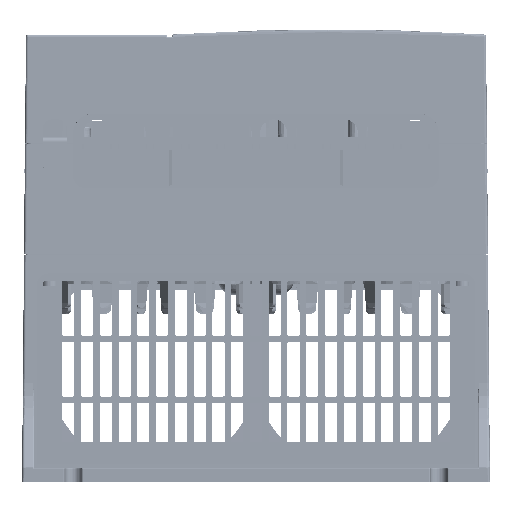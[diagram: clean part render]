
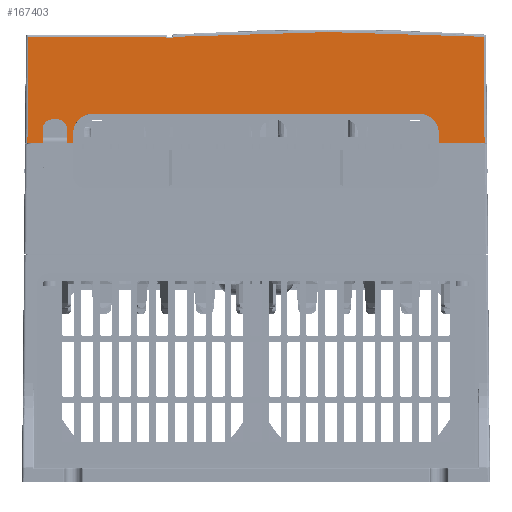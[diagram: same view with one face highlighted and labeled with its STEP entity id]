
A CAD part, left-side view. The second image highlights one B-rep face of the part: STEP entity #167403.
In plain terms, the highlighted planar face has unit normal (-1, 0, 0.009).
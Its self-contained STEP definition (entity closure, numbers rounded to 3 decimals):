
#159373=CARTESIAN_POINT('',(-308.796,-93.767,139.));
#159379=DIRECTION('',(0.,-1.,0.));
#159380=VECTOR('',#159379,18.767);
#159381=CARTESIAN_POINT('',(-308.796,-75.,139.));
#159382=LINE('',#159381,#159380);
#159391=CARTESIAN_POINT('',(-308.796,93.767,139.));
#159397=DIRECTION('',(0.,-1.,0.));
#159398=VECTOR('',#159397,6.267);
#159399=CARTESIAN_POINT('',(-308.796,93.767,139.));
#159400=LINE('',#159399,#159398);
#159405=DIRECTION('',(0.,-1.,0.));
#159406=VECTOR('',#159405,2.5);
#159407=CARTESIAN_POINT('',(-308.796,77.5,139.));
#159408=LINE('',#159407,#159406);
#159409=DIRECTION('',(0.009,0.,1.));
#159410=VECTOR('',#159409,5.7);
#159411=CARTESIAN_POINT('',(-308.796,87.5,139.));
#159412=LINE('',#159411,#159410);
#159413=DIRECTION('',(-0.009,0.009,-1.));
#159414=VECTOR('',#159413,43.512);
#159415=CARTESIAN_POINT('',(-308.416,93.387,
182.509));
#159416=LINE('',#159415,#159414);
#159417=DIRECTION('',(0.,-1.,0.));
#159418=VECTOR('',#159417,56.5);
#159419=CARTESIAN_POINT('',(-308.416,93.387,
182.509));
#159420=LINE('',#159419,#159418);
#159421=DIRECTION('',(0.009,0.,1.));
#159422=VECTOR('',#159421,0.504);
#159423=CARTESIAN_POINT('',(-308.42,36.887,
182.004));
#159424=LINE('',#159423,#159422);
#159425=DIRECTION('',(0.,1.,0.));
#159426=VECTOR('',#159425,3.);
#159427=CARTESIAN_POINT('',(-308.42,33.887,
182.004));
#159428=LINE('',#159427,#159426);
#159429=DIRECTION('',(-0.009,0.,
-1.));
#159430=VECTOR('',#159429,0.548);
#159431=CARTESIAN_POINT('',(-308.416,33.887,
182.553));
#159432=LINE('',#159431,#159430);
#159433=CARTESIAN_POINT('',(-308.416,33.887,
182.553));
#159434=CARTESIAN_POINT('',(-308.411,25.893,
183.042));
#159435=CARTESIAN_POINT('',(-308.404,9.225,
183.885));
#159436=CARTESIAN_POINT('',(-308.398,-18.927,
184.582));
#159437=CARTESIAN_POINT('',(-308.399,-46.937,
184.484));
#159438=CARTESIAN_POINT('',(-308.405,-71.668,
183.763));
#159439=CARTESIAN_POINT('',(-308.412,-86.456,
183.005));
#159440=CARTESIAN_POINT('',(-308.415,-93.386,
182.583));
#159442=DIRECTION('',(-0.009,-0.009,
-1.));
#159443=VECTOR('',#159442,43.587);
#159444=CARTESIAN_POINT('',(-308.415,-93.386,
182.583));
#159445=LINE('',#159444,#159443);
#159446=DIRECTION('',(0.009,0.,1.));
#159447=VECTOR('',#159446,4.);
#159448=CARTESIAN_POINT('',(-308.796,-75.,139.));
#159449=LINE('',#159448,#159447);
#159450=DIRECTION('',(0.,-1.,0.));
#159451=VECTOR('',#159450,134.);
#159452=CARTESIAN_POINT('',(-308.691,67.,151.));
#159453=LINE('',#159452,#159451);
#159454=DIRECTION('',(0.009,0.,1.));
#159455=VECTOR('',#159454,4.);
#159456=CARTESIAN_POINT('',(-308.796,75.,139.));
#159457=LINE('',#159456,#159455);
#159458=DIRECTION('',(0.009,0.,1.));
#159459=VECTOR('',#159458,5.7);
#159460=CARTESIAN_POINT('',(-308.796,77.5,139.));
#159461=LINE('',#159460,#159459);
#159462=CARTESIAN_POINT('',(-308.711,81.5,148.7));
#159463=CARTESIAN_POINT('',(-308.711,80.833,148.7));
#159464=CARTESIAN_POINT('',(-308.714,79.789,
148.411));
#159465=CARTESIAN_POINT('',(-308.721,78.613,
147.587));
#159466=CARTESIAN_POINT('',(-308.731,77.789,
146.411));
#159467=CARTESIAN_POINT('',(-308.74,77.5,145.367));
#159468=CARTESIAN_POINT('',(-308.746,77.5,144.7));
#159470=DIRECTION('',(0.,-1.,0.));
#159471=VECTOR('',#159470,2.);
#159472=CARTESIAN_POINT('',(-308.711,83.5,148.7));
#159473=LINE('',#159472,#159471);
#159474=CARTESIAN_POINT('',(-308.746,87.5,144.7));
#159475=CARTESIAN_POINT('',(-308.74,87.5,145.367));
#159476=CARTESIAN_POINT('',(-308.731,87.211,
146.411));
#159477=CARTESIAN_POINT('',(-308.721,86.387,
147.587));
#159478=CARTESIAN_POINT('',(-308.714,85.211,
148.411));
#159479=CARTESIAN_POINT('',(-308.711,84.167,148.7));
#159480=CARTESIAN_POINT('',(-308.711,83.5,148.7));
#163561=CARTESIAN_POINT('',(-308.761,75.,143.));
#163562=CARTESIAN_POINT('',(-308.749,75.,144.333));
#163563=CARTESIAN_POINT('',(-308.731,74.421,
146.421));
#163564=CARTESIAN_POINT('',(-308.71,72.775,
148.775));
#163565=CARTESIAN_POINT('',(-308.696,70.421,
150.421));
#163566=CARTESIAN_POINT('',(-308.691,68.333,151.));
#163567=CARTESIAN_POINT('',(-308.691,67.,151.));
#163577=CARTESIAN_POINT('',(-308.691,-67.,151.));
#163578=CARTESIAN_POINT('',(-308.691,-68.333,151.));
#163579=CARTESIAN_POINT('',(-308.696,-70.421,
150.421));
#163580=CARTESIAN_POINT('',(-308.71,-72.775,
148.775));
#163581=CARTESIAN_POINT('',(-308.731,-74.421,
146.421));
#163582=CARTESIAN_POINT('',(-308.749,-75.,144.333));
#163583=CARTESIAN_POINT('',(-308.761,-75.,143.));
#166721=CARTESIAN_POINT('',(-308.761,-75.,143.));
#166722=VERTEX_POINT('',#166721);
#166723=CARTESIAN_POINT('',(-308.691,-67.,151.));
#166724=VERTEX_POINT('',#166723);
#166725=CARTESIAN_POINT('',(-308.691,67.,151.));
#166726=VERTEX_POINT('',#166725);
#166727=CARTESIAN_POINT('',(-308.761,75.,143.));
#166728=VERTEX_POINT('',#166727);
#166740=CARTESIAN_POINT('',(-308.796,75.,139.));
#166741=VERTEX_POINT('',#166740);
#166742=CARTESIAN_POINT('',(-308.796,-75.,139.));
#166743=VERTEX_POINT('',#166742);
#166752=CARTESIAN_POINT('',(-308.42,33.887,
182.004));
#166753=CARTESIAN_POINT('',(-308.42,36.887,
182.004));
#166754=VERTEX_POINT('',#166752);
#166755=VERTEX_POINT('',#166753);
#166768=CARTESIAN_POINT('',(-308.416,93.387,
182.509));
#166769=CARTESIAN_POINT('',(-308.416,36.887,
182.509));
#166770=VERTEX_POINT('',#166768);
#166771=VERTEX_POINT('',#166769);
#166774=VERTEX_POINT('',#159391);
#166779=VERTEX_POINT('',#159373);
#166780=CARTESIAN_POINT('',(-308.415,-93.386,
182.583));
#166781=VERTEX_POINT('',#166780);
#166791=VERTEX_POINT('',#159433);
#166819=CARTESIAN_POINT('',(-308.796,87.5,139.));
#166821=VERTEX_POINT('',#166819);
#166823=CARTESIAN_POINT('',(-308.796,77.5,139.));
#166825=VERTEX_POINT('',#166823);
#166827=CARTESIAN_POINT('',(-308.746,87.5,144.7));
#166828=VERTEX_POINT('',#166827);
#166829=VERTEX_POINT('',#159480);
#166830=CARTESIAN_POINT('',(-308.711,81.5,148.7));
#166831=VERTEX_POINT('',#166830);
#166832=VERTEX_POINT('',#159468);
#167361=CARTESIAN_POINT('',(-308.8,98.449,138.5));
#167362=DIRECTION('',(-1.,0.,0.009));
#167363=DIRECTION('',(0.,1.,0.));
#167364=AXIS2_PLACEMENT_3D('',#167361,#167362,#167363);
#167365=PLANE('',#167364);
#167366=ORIENTED_EDGE('',*,*,#167217,.F.);
#167367=ORIENTED_EDGE('',*,*,#167326,.F.);
#167369=ORIENTED_EDGE('',*,*,#167368,.F.);
#167371=ORIENTED_EDGE('',*,*,#167370,.T.);
#167373=ORIENTED_EDGE('',*,*,#167372,.F.);
#167375=ORIENTED_EDGE('',*,*,#167374,.F.);
#167377=ORIENTED_EDGE('',*,*,#167376,.F.);
#167379=ORIENTED_EDGE('',*,*,#167378,.T.);
#167380=ORIENTED_EDGE('',*,*,#167352,.T.);
#167381=ORIENTED_EDGE('',*,*,#167304,.F.);
#167383=ORIENTED_EDGE('',*,*,#167382,.T.);
#167385=ORIENTED_EDGE('',*,*,#167384,.F.);
#167387=ORIENTED_EDGE('',*,*,#167386,.F.);
#167389=ORIENTED_EDGE('',*,*,#167388,.F.);
#167391=ORIENTED_EDGE('',*,*,#167390,.F.);
#167392=ORIENTED_EDGE('',*,*,#167338,.F.);
#167394=ORIENTED_EDGE('',*,*,#167393,.T.);
#167396=ORIENTED_EDGE('',*,*,#167395,.F.);
#167398=ORIENTED_EDGE('',*,*,#167397,.F.);
#167400=ORIENTED_EDGE('',*,*,#167399,.F.);
#167401=EDGE_LOOP('',(#167366,#167367,#167369,#167371,#167373,#167375,#167377,
#167379,#167380,#167381,#167383,#167385,#167387,#167389,#167391,#167392,#167394,
#167396,#167398,#167400));
#167402=FACE_OUTER_BOUND('',#167401,.F.);
#159441=B_SPLINE_CURVE_WITH_KNOTS('',3,(#159433,#159434,#159435,#159436,#159437,
#159438,#159439,#159440),.UNSPECIFIED.,.F.,.F.,(4,1,1,1,1,4),(0.,0.2,0.4,
0.6,0.8,1.),.UNSPECIFIED.);
#159469=B_SPLINE_CURVE_WITH_KNOTS('',3,(#159462,#159463,#159464,#159465,#159466,
#159467,#159468),.UNSPECIFIED.,.F.,.F.,(4,1,1,1,4),(0.,0.25,0.5,0.75,
1.),.UNSPECIFIED.);
#159481=B_SPLINE_CURVE_WITH_KNOTS('',3,(#159474,#159475,#159476,#159477,#159478,
#159479,#159480),.UNSPECIFIED.,.F.,.F.,(4,1,1,1,4),(0.,0.25,0.5,0.75,
1.),.UNSPECIFIED.);
#163568=B_SPLINE_CURVE_WITH_KNOTS('',3,(#163561,#163562,#163563,#163564,#163565,
#163566,#163567),.UNSPECIFIED.,.F.,.F.,(4,1,1,1,4),(0.,0.25,0.5,0.75,
1.),.UNSPECIFIED.);
#163584=B_SPLINE_CURVE_WITH_KNOTS('',3,(#163577,#163578,#163579,#163580,#163581,
#163582,#163583),.UNSPECIFIED.,.F.,.F.,(4,1,1,1,4),(0.,0.25,0.5,0.75,
1.),.UNSPECIFIED.);
#167217=EDGE_CURVE('',#166821,#166828,#159412,.T.);
#167304=EDGE_CURVE('',#166743,#166779,#159382,.T.);
#167326=EDGE_CURVE('',#166774,#166821,#159400,.T.);
#167338=EDGE_CURVE('',#166825,#166741,#159408,.T.);
#167352=EDGE_CURVE('',#166781,#166779,#159445,.T.);
#167368=EDGE_CURVE('',#166770,#166774,#159416,.T.);
#167370=EDGE_CURVE('',#166770,#166771,#159420,.T.);
#167372=EDGE_CURVE('',#166755,#166771,#159424,.T.);
#167374=EDGE_CURVE('',#166754,#166755,#159428,.T.);
#167376=EDGE_CURVE('',#166791,#166754,#159432,.T.);
#167378=EDGE_CURVE('',#166791,#166781,#159441,.T.);
#167382=EDGE_CURVE('',#166743,#166722,#159449,.T.);
#167384=EDGE_CURVE('',#166724,#166722,#163584,.T.);
#167386=EDGE_CURVE('',#166726,#166724,#159453,.T.);
#167388=EDGE_CURVE('',#166728,#166726,#163568,.T.);
#167390=EDGE_CURVE('',#166741,#166728,#159457,.T.);
#167393=EDGE_CURVE('',#166825,#166832,#159461,.T.);
#167395=EDGE_CURVE('',#166831,#166832,#159469,.T.);
#167397=EDGE_CURVE('',#166829,#166831,#159473,.T.);
#167399=EDGE_CURVE('',#166828,#166829,#159481,.T.);
#167403=ADVANCED_FACE('',(#167402),#167365,.T.);
